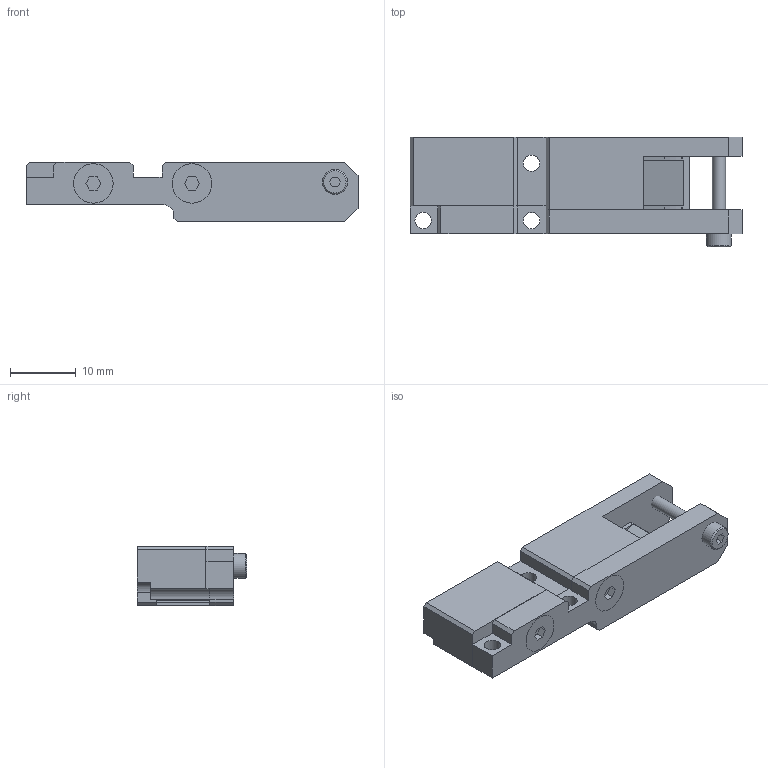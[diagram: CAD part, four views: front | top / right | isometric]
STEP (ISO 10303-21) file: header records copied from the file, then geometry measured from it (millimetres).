
FILE_DESCRIPTION(/* description */ (''),/* implementation_level */ '2;1');
FILE_NAME(/* name */ 'A_9402_0028_01_B.stp',/* time_stamp */ '2014-10-23T16:18:17+01:00',/* author */ (''),/* organization */ (''),/* preprocessor_version */ 'ST-DEVELOPER v11',/* originating_system */ 'SIEMENS PLM Software NX 7.5',/* authorisation */ '');
FILE_SCHEMA (('AUTOMOTIVE_DESIGN { 1 0 10303 214 1 1 1 1 }'));
Length unit declared in the file: millimetre
Products named in the file (9): P-LA01-0036_A; P50146_A; M-1015-8148-01_C; P-SC01-0214_A; P-SC02-0308_B; M-9402-0027-02_C; M-9402-0026-02_C; M-9402-0055-01_A; A-9402-0028-01_B
Assembly tree (9 placements, depth 3):
  A-9402-0028-01_B
    M-9402-0026-02_C
    M-9402-0027-02_C
    P-SC02-0308_B  x2
    P-SC01-0214_A
    M-9402-0055-01_A
      P-LA01-0036_A
    M-1015-8148-01_C
    P50146_A
Bounding box: 50.5 x 16.7 x 9.05 mm (x, y, z)
Volume: 4562.9 mm3; surface area: 4010.5 mm2
Topology: 5 solids, 5 shells, 119 faces, 310 edges, 205 vertices
Faces by surface type: plane 86, cylinder 23, cone 10
Full cylindrical faces by diameter (mm): 1.7 x1, 2 x1, 2.5 x4, 2.6 x2, 3 x2, 3.4 x2, 3.8 x1, 6 x2
Entity records: 3324 total; most frequent: CARTESIAN_POINT 548, DIRECTION 533, ORIENTED_EDGE 504, EDGE_CURVE 252, LINE 203, VECTOR 203, VERTEX_POINT 180, AXIS2_PLACEMENT_3D 165
